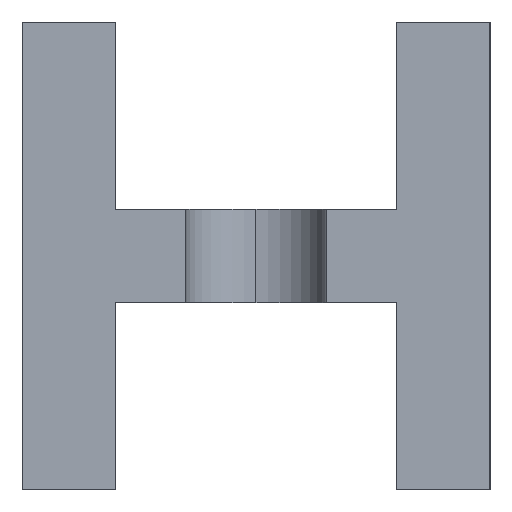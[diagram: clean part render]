
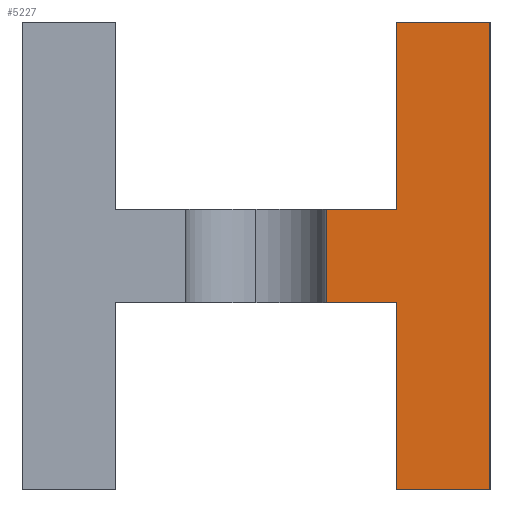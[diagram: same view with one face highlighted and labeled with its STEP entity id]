
A CAD part, left-side view. The second image highlights one B-rep face of the part: STEP entity #5227.
In plain terms, the highlighted planar face has unit normal (-1, 0, 0).
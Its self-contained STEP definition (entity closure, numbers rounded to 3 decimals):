
#43 = EDGE_CURVE ( 'NONE', #10666, #8092, #8195, .T. ) ;
#409 = EDGE_CURVE ( 'NONE', #10571, #10524, #8466, .T. ) ;
#887 = CARTESIAN_POINT ( 'NONE',  ( 0., 2., 0. ) ) ;
#1103 = LINE ( 'NONE', #4535, #5998 ) ;
#2139 = DIRECTION ( 'NONE',  ( 0., 0., -1. ) ) ;
#2168 = ORIENTED_EDGE ( 'NONE', *, *, #9955, .F. ) ;
#2299 = LINE ( 'NONE', #2313, #7181 ) ;
#2312 = FACE_OUTER_BOUND ( 'NONE', #5877, .T. ) ;
#2313 = CARTESIAN_POINT ( 'NONE',  ( 0., 0., 0. ) ) ;
#2388 = LINE ( 'NONE', #7704, #9069 ) ;
#2536 = CARTESIAN_POINT ( 'NONE',  ( 0., 2., 10. ) ) ;
#2750 = DIRECTION ( 'NONE',  ( 0., 0., 1. ) ) ;
#2914 = EDGE_CURVE ( 'NONE', #10524, #4548, #5856, .T. ) ;
#2963 = CARTESIAN_POINT ( 'NONE',  ( 0., 3.5, 6. ) ) ;
#3092 = VECTOR ( 'NONE', #2750, 1000. ) ;
#3140 = EDGE_CURVE ( 'NONE', #8092, #9854, #1103, .T. ) ;
#3417 = LINE ( 'NONE', #4802, #8247 ) ;
#3439 = VECTOR ( 'NONE', #7046, 1000. ) ;
#3784 = ORIENTED_EDGE ( 'NONE', *, *, #2914, .F. ) ;
#4353 = DIRECTION ( 'NONE',  ( 0., -1., 0. ) ) ;
#4535 = CARTESIAN_POINT ( 'NONE',  ( 0., 0., 10. ) ) ;
#4548 = VERTEX_POINT ( 'NONE', #2963 ) ;
#4577 = DIRECTION ( 'NONE',  ( 0., -1., 0. ) ) ;
#4802 = CARTESIAN_POINT ( 'NONE',  ( 0., 2., 6. ) ) ;
#5159 = CARTESIAN_POINT ( 'NONE',  ( 0., 2., 6. ) ) ;
#5227 = ADVANCED_FACE ( 'NONE', ( #2312 ), #6021, .T. ) ;
#5460 = CARTESIAN_POINT ( 'NONE',  ( 0., 0., 10. ) ) ;
#5565 = EDGE_CURVE ( 'NONE', #9854, #7167, #2299, .T. ) ;
#5771 = VECTOR ( 'NONE', #5823, 1000. ) ;
#5823 = DIRECTION ( 'NONE',  ( 0., 1., 0. ) ) ;
#5856 = LINE ( 'NONE', #7056, #3439 ) ;
#5870 = CARTESIAN_POINT ( 'NONE',  ( 0., 8., 4. ) ) ;
#5877 = EDGE_LOOP ( 'NONE', ( #3784, #8586, #10872, #8853, #11159, #6769, #11425, #2168 ) ) ;
#5889 = DIRECTION ( 'NONE',  ( 0., 0., 1. ) ) ;
#5966 = DIRECTION ( 'NONE',  ( -1., 0., 0. ) ) ;
#5981 = CARTESIAN_POINT ( 'NONE',  ( 0., 0., 0. ) ) ;
#5998 = VECTOR ( 'NONE', #4577, 1000. ) ;
#6021 = PLANE ( 'NONE',  #7658 ) ;
#6473 = DIRECTION ( 'NONE',  ( 0., 0., 1. ) ) ;
#6510 = CARTESIAN_POINT ( 'NONE',  ( 0., 2., 4. ) ) ;
#6769 = ORIENTED_EDGE ( 'NONE', *, *, #3140, .F. ) ;
#7046 = DIRECTION ( 'NONE',  ( 0., 0., 1. ) ) ;
#7056 = CARTESIAN_POINT ( 'NONE',  ( 0., 3.5, 4. ) ) ;
#7116 = CARTESIAN_POINT ( 'NONE',  ( 0., 2., 4. ) ) ;
#7167 = VERTEX_POINT ( 'NONE', #8068 ) ;
#7181 = VECTOR ( 'NONE', #2139, 1000. ) ;
#7321 = DIRECTION ( 'NONE',  ( 0., 1., 0. ) ) ;
#7658 = AXIS2_PLACEMENT_3D ( 'NONE', #5981, #5966, #5889 ) ;
#7704 = CARTESIAN_POINT ( 'NONE',  ( 0., 2., 0. ) ) ;
#7829 = VERTEX_POINT ( 'NONE', #887 ) ;
#7842 = VECTOR ( 'NONE', #6473, 1000. ) ;
#8068 = CARTESIAN_POINT ( 'NONE',  ( 0., 0., 0. ) ) ;
#8092 = VERTEX_POINT ( 'NONE', #10125 ) ;
#8107 = LINE ( 'NONE', #6510, #7842 ) ;
#8195 = LINE ( 'NONE', #2536, #3092 ) ;
#8247 = VECTOR ( 'NONE', #4353, 1000. ) ;
#8466 = LINE ( 'NONE', #5870, #5771 ) ;
#8586 = ORIENTED_EDGE ( 'NONE', *, *, #409, .F. ) ;
#8607 = EDGE_CURVE ( 'NONE', #7167, #7829, #2388, .T. ) ;
#8853 = ORIENTED_EDGE ( 'NONE', *, *, #8607, .F. ) ;
#9069 = VECTOR ( 'NONE', #7321, 1000. ) ;
#9428 = CARTESIAN_POINT ( 'NONE',  ( 0., 3.5, 4. ) ) ;
#9741 = EDGE_CURVE ( 'NONE', #7829, #10571, #8107, .T. ) ;
#9854 = VERTEX_POINT ( 'NONE', #5460 ) ;
#9955 = EDGE_CURVE ( 'NONE', #4548, #10666, #3417, .T. ) ;
#10125 = CARTESIAN_POINT ( 'NONE',  ( 0., 2., 10. ) ) ;
#10524 = VERTEX_POINT ( 'NONE', #9428 ) ;
#10571 = VERTEX_POINT ( 'NONE', #7116 ) ;
#10666 = VERTEX_POINT ( 'NONE', #5159 ) ;
#10872 = ORIENTED_EDGE ( 'NONE', *, *, #9741, .F. ) ;
#11159 = ORIENTED_EDGE ( 'NONE', *, *, #5565, .F. ) ;
#11425 = ORIENTED_EDGE ( 'NONE', *, *, #43, .F. ) ;
